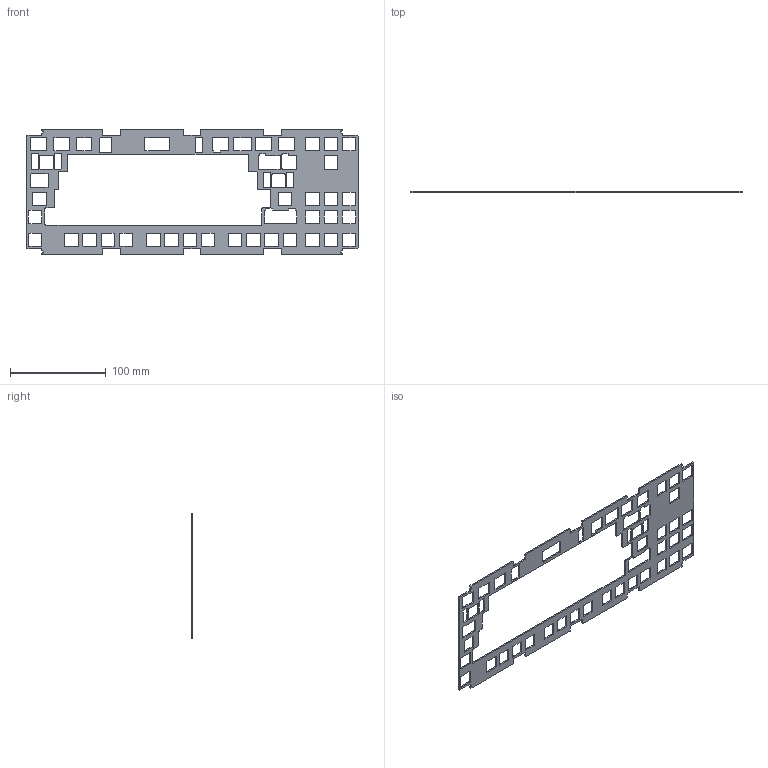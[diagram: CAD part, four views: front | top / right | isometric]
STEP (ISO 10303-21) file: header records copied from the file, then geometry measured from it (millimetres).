
FILE_DESCRIPTION(/* description */ (''),/* implementation_level */ '2;1');
FILE_NAME(/* name */ 'No1Rev2-Plate-NoLeaf-Partial.step',/* time_stamp */ '2021-08-19T18:08:04-04:00',/* author */ (''),/* organization */ (''),/* preprocessor_version */ 'ST-DEVELOPER v18.1',/* originating_system */ 'Autodesk Translation Framework v10.9.0.1377',/* authorisation */ '');
FILE_SCHEMA (('AUTOMOTIVE_DESIGN { 1 0 10303 214 3 1 1 }'));
Length unit declared in the file: millimetre
Products named in the file (1): Plate-NoLeaf-Partial
Bounding box: 347.61 x 1.5 x 131.01 mm (x, y, z)
Volume: 27700.2 mm3; surface area: 43588.4 mm2
Topology: 1 solids, 1 shells, 533 faces, 1593 edges, 1062 vertices
Faces by surface type: plane 272, cylinder 261
Entity records: 18298 total; most frequent: CARTESIAN_POINT 3189, ORIENTED_EDGE 3186, DIRECTION 3183, EDGE_CURVE 1593, LINE 1071, VECTOR 1071, VERTEX_POINT 1062, AXIS2_PLACEMENT_3D 1056
